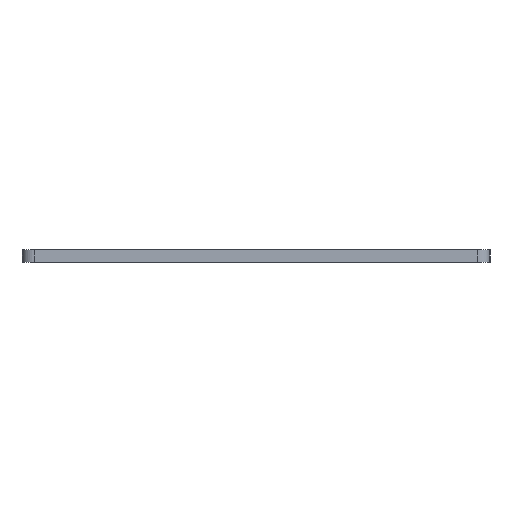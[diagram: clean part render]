
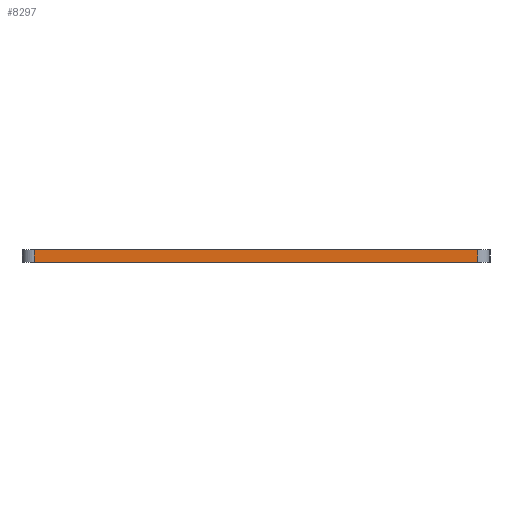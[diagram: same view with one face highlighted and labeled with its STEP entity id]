
A CAD part, left-side view. The second image highlights one B-rep face of the part: STEP entity #8297.
In plain terms, the highlighted planar face has unit normal (-1, 0, 0).
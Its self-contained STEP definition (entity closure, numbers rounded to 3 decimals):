
#161=PLANE('',#8733);
#561=FACE_OUTER_BOUND('',#963,.T.);
#963=EDGE_LOOP('',(#5921,#5922,#5923,#5924));
#1513=LINE('',#11232,#2689);
#1514=LINE('',#11235,#2690);
#1515=LINE('',#11237,#2691);
#1516=LINE('',#11238,#2692);
#2689=VECTOR('',#9209,10.);
#2690=VECTOR('',#9212,10.);
#2691=VECTOR('',#9213,10.);
#2692=VECTOR('',#9214,10.);
#3897=VERTEX_POINT('',#11228);
#3898=VERTEX_POINT('',#11230);
#3899=VERTEX_POINT('',#11234);
#3900=VERTEX_POINT('',#11236);
#4709=EDGE_CURVE('',#3897,#3898,#1513,.T.);
#4710=EDGE_CURVE('',#3897,#3899,#1514,.T.);
#4711=EDGE_CURVE('',#3900,#3898,#1515,.T.);
#4712=EDGE_CURVE('',#3899,#3900,#1516,.T.);
#5921=ORIENTED_EDGE('',*,*,#4710,.F.);
#5922=ORIENTED_EDGE('',*,*,#4709,.T.);
#5923=ORIENTED_EDGE('',*,*,#4711,.F.);
#5924=ORIENTED_EDGE('',*,*,#4712,.F.);
#8297=ADVANCED_FACE('',(#561),#161,.T.);
#8733=AXIS2_PLACEMENT_3D('',#11233,#9210,#9211);
#9209=DIRECTION('',(0.,0.,-1.));
#9210=DIRECTION('center_axis',(-1.,0.,0.));
#9211=DIRECTION('ref_axis',(0.,1.,0.));
#9212=DIRECTION('',(0.,-1.,0.));
#9213=DIRECTION('',(0.,1.,0.));
#9214=DIRECTION('',(0.,0.,-1.));
#11228=CARTESIAN_POINT('',(-9.105,101.508,3.));
#11230=CARTESIAN_POINT('',(-9.105,101.508,0.));
#11232=CARTESIAN_POINT('',(-9.105,101.508,3.));
#11233=CARTESIAN_POINT('Origin',(-9.105,-5.742,3.));
#11234=CARTESIAN_POINT('',(-9.105,-5.742,3.));
#11235=CARTESIAN_POINT('',(-9.105,101.508,3.));
#11236=CARTESIAN_POINT('',(-9.105,-5.742,0.));
#11237=CARTESIAN_POINT('',(-9.105,101.508,0.));
#11238=CARTESIAN_POINT('',(-9.105,-5.742,3.));
